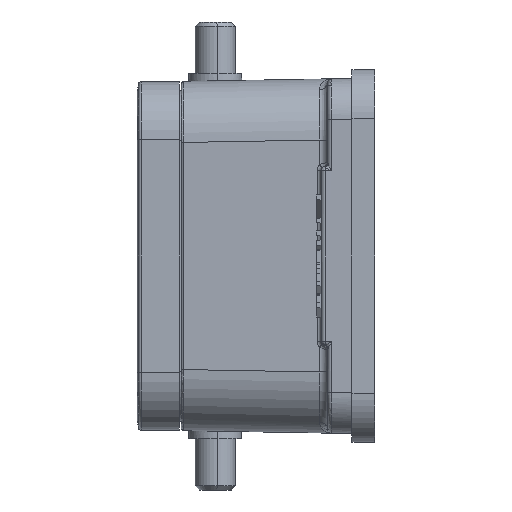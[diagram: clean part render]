
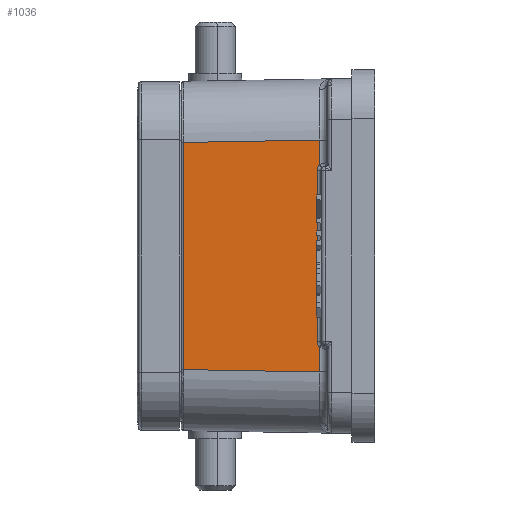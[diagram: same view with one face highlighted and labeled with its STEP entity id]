
A CAD part, left-side view. The second image highlights one B-rep face of the part: STEP entity #1036.
In plain terms, the highlighted planar face has unit normal (-1, 0.018, 0).
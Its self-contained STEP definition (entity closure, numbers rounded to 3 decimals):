
#609=FACE_OUTER_BOUND('',#2111,.T.);
#1036=ADVANCED_FACE('NONE',(#609),#1306,.T.);
#1306=PLANE('',#7691);
#1633=B_SPLINE_CURVE_WITH_KNOTS('',3,(#12892,#12893,#12894,#12895),
 .UNSPECIFIED.,.F.,.F.,(4,4),(0.,1.),.UNSPECIFIED.);
#1641=B_SPLINE_CURVE_WITH_KNOTS('',3,(#12991,#12992,#12993,#12994),
 .UNSPECIFIED.,.F.,.F.,(4,4),(0.,1.),.UNSPECIFIED.);
#2111=EDGE_LOOP('',(#4550,#4551,#4552,#4553,#4554,#4555,#4556,#4557));
#2616=LINE('',#12785,#3078);
#2617=LINE('',#12787,#3079);
#2618=LINE('',#12789,#3080);
#2619=LINE('',#12796,#3081);
#2626=LINE('',#12989,#3088);
#2627=LINE('',#12996,#3089);
#3078=VECTOR('',#8937,1.);
#3079=VECTOR('',#8940,1.);
#3080=VECTOR('',#8943,1.);
#3081=VECTOR('',#8946,1.);
#3088=VECTOR('',#8979,1.);
#3089=VECTOR('',#8980,1.);
#4550=ORIENTED_EDGE('',*,*,#6807,.T.);
#4551=ORIENTED_EDGE('',*,*,#6808,.T.);
#4552=ORIENTED_EDGE('',*,*,#6809,.T.);
#4553=ORIENTED_EDGE('',*,*,#6783,.T.);
#4554=ORIENTED_EDGE('',*,*,#6781,.T.);
#4555=ORIENTED_EDGE('',*,*,#6780,.F.);
#4556=ORIENTED_EDGE('',*,*,#6779,.T.);
#4557=ORIENTED_EDGE('',*,*,#6798,.T.);
#5671=VERTEX_POINT('',#10892);
#5673=VERTEX_POINT('',#10990);
#5684=VERTEX_POINT('',#11090);
#5884=VERTEX_POINT('',#12784);
#5885=VERTEX_POINT('',#12795);
#5891=VERTEX_POINT('',#12896);
#5895=VERTEX_POINT('',#12990);
#5896=VERTEX_POINT('',#12995);
#6779=EDGE_CURVE('NONE',#5671,#5884,#2616,.T.);
#6780=EDGE_CURVE('NONE',#5671,#5673,#2617,.T.);
#6781=EDGE_CURVE('NONE',#5684,#5673,#2618,.T.);
#6783=EDGE_CURVE('NONE',#5885,#5684,#2619,.T.);
#6798=EDGE_CURVE('NONE',#5884,#5891,#1633,.T.);
#6807=EDGE_CURVE('NONE',#5891,#5895,#2626,.T.);
#6808=EDGE_CURVE('NONE',#5895,#5896,#1641,.T.);
#6809=EDGE_CURVE('NONE',#5896,#5885,#2627,.T.);
#7691=AXIS2_PLACEMENT_3D('',#12997,#8981,#8982);
#8937=DIRECTION('',(0.,0.,1.));
#8940=DIRECTION('',(0.017,1.,0.017));
#8943=DIRECTION('',(0.,0.,-1.));
#8946=DIRECTION('',(0.017,1.,-0.017));
#8979=DIRECTION('',(0.,0.,1.));
#8980=DIRECTION('',(0.,0.,1.));
#8981=DIRECTION('',(-1.,0.017,0.));
#8982=DIRECTION('',(-0.017,-1.,0.));
#10892=CARTESIAN_POINT('',(-36.747,-19.017,-14.248));
#10990=CARTESIAN_POINT('',(-36.455,-2.295,-13.956));
#11090=CARTESIAN_POINT('',(-36.455,-2.295,13.956));
#12784=CARTESIAN_POINT('',(-36.747,-19.017,-11.223));
#12785=CARTESIAN_POINT('',(-36.747,-19.017,23.707));
#12787=CARTESIAN_POINT('',(-36.837,-24.183,-14.338));
#12789=CARTESIAN_POINT('',(-36.455,-2.295,23.707));
#12795=CARTESIAN_POINT('',(-36.747,-19.017,14.248));
#12796=CARTESIAN_POINT('',(-36.747,-19.017,14.248));
#12892=CARTESIAN_POINT('',(-36.747,-19.017,-11.223));
#12893=CARTESIAN_POINT('',(-36.744,-18.823,-11.035));
#12894=CARTESIAN_POINT('',(-36.742,-18.71,-10.779));
#12895=CARTESIAN_POINT('',(-36.742,-18.709,-10.5));
#12896=CARTESIAN_POINT('',(-36.742,-18.709,-10.5));
#12989=CARTESIAN_POINT('',(-36.742,-18.709,23.707));
#12990=CARTESIAN_POINT('',(-36.742,-18.709,10.5));
#12991=CARTESIAN_POINT('',(-36.742,-18.709,10.5));
#12992=CARTESIAN_POINT('',(-36.742,-18.71,10.772));
#12993=CARTESIAN_POINT('',(-36.744,-18.818,11.03));
#12994=CARTESIAN_POINT('',(-36.747,-19.017,11.223));
#12995=CARTESIAN_POINT('',(-36.747,-19.017,11.223));
#12996=CARTESIAN_POINT('',(-36.747,-19.017,23.707));
#12997=CARTESIAN_POINT('',(-36.45,-2.,23.707));
